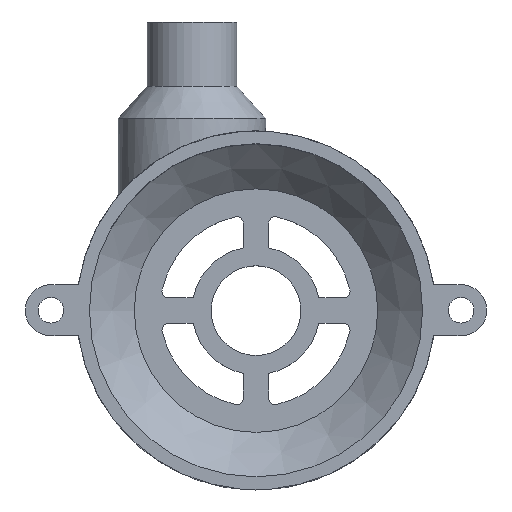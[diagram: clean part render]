
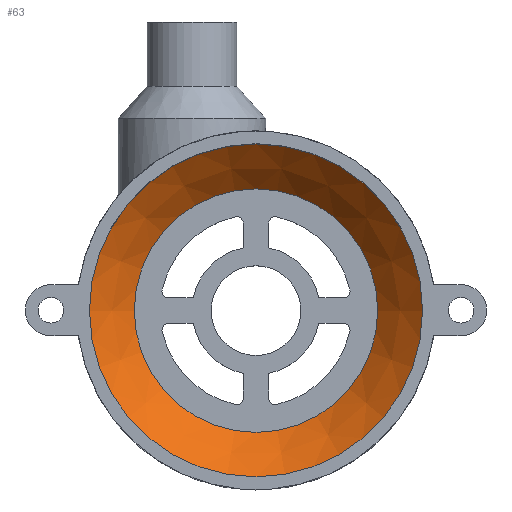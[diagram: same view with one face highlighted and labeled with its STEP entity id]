
A CAD part, top view. The second image highlights one B-rep face of the part: STEP entity #63.
In plain terms, the highlighted conical face has half-angle 45 degrees and reference radius 22.5 mm.
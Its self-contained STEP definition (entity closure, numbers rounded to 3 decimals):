
#63=ADVANCED_FACE('',(#228,#230),#232,.F.);
#228=FACE_OUTER_BOUND('',#229,.T.);
#229=EDGE_LOOP('',(#570));
#230=FACE_OUTER_BOUND('',#231,.T.);
#231=EDGE_LOOP('',(#571));
#232=CONICAL_SURFACE('',#233,22.5,0.785);
#233=AXIS2_PLACEMENT_3D('',#234,#235,#236);
#234=CARTESIAN_POINT('',(0.,0.,5.5));
#235=DIRECTION('',(0.,0.,1.));
#236=DIRECTION('',(-1.,0.,0.));
#570=ORIENTED_EDGE('',*,*,#772,.F.);
#571=ORIENTED_EDGE('',*,*,#768,.T.);
#768=EDGE_CURVE('',#909,#909,#910,.T.);
#772=EDGE_CURVE('',#917,#917,#918,.T.);
#909=VERTEX_POINT('',#1396);
#910=CIRCLE('',#1397,26.);
#917=VERTEX_POINT('',#1604);
#918=CIRCLE('',#1605,19.);
#1396=CARTESIAN_POINT('',(-26.,0.,9.));
#1397=AXIS2_PLACEMENT_3D('',#1398,#1399,#1400);
#1398=CARTESIAN_POINT('',(0.,0.,9.));
#1399=DIRECTION('',(0.,0.,1.));
#1400=DIRECTION('',(-1.,0.,0.));
#1604=CARTESIAN_POINT('',(-19.,0.,2.));
#1605=AXIS2_PLACEMENT_3D('',#1606,#1607,#1608);
#1606=CARTESIAN_POINT('',(0.,0.,2.));
#1607=DIRECTION('',(0.,0.,1.));
#1608=DIRECTION('',(-1.,0.,0.));
